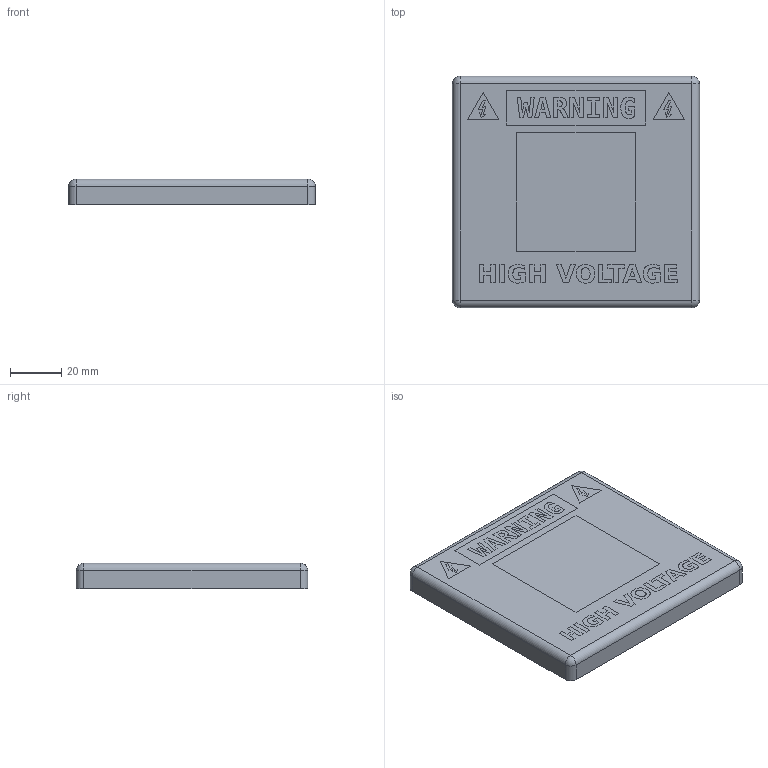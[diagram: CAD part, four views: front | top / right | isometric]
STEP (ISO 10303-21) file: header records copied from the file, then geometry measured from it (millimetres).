
FILE_DESCRIPTION(('FreeCAD Model'),'2;1');
FILE_NAME('Open CASCADE Shape Model','2026-03-01T16:08:42',('Author'),( ''),'Open CASCADE STEP processor 7.8','FreeCAD','Unknown');
FILE_SCHEMA(('AUTOMOTIVE_DESIGN { 1 0 10303 214 1 1 1 1 }'));
Length unit declared in the file: millimetre
Products named in the file (17): single_socket_cover_2; ShapeString; Body; WARNING Text Outline; WARNING Icon; WARNING Icon 2; Extrude; Extrude001; Pad; Thickness; Pocket; Sketch001; Pad001; Sketch005; Pad003; Sketch006; ShapeString001
Assembly tree (16 placements, depth 2):
  single_socket_cover_2
    ShapeString
    Body
    WARNING Text Outline
    WARNING Icon
    WARNING Icon 2
    Extrude
    Extrude001
    Pad
    Thickness
    Pocket
    Sketch001
    Pad001
    Sketch005
    Pad003
    Sketch006
    ShapeString001
Bounding box: 96 x 90 x 10 mm (x, y, z)
Surface area: 84604 mm2
Topology: 27 solids, 45 shells, 430 faces, 1284 edges, 951 vertices
Faces by surface type: plane 318, extrusion 76, cylinder 24, sphere 12
Entity records: 15117 total; most frequent: CARTESIAN_POINT 3290, ORIENTED_EDGE 2291, DIRECTION 1922, EDGE_CURVE 1262, VECTOR 1084, LINE 1008, VERTEX_POINT 907, FACE_BOUND 455
